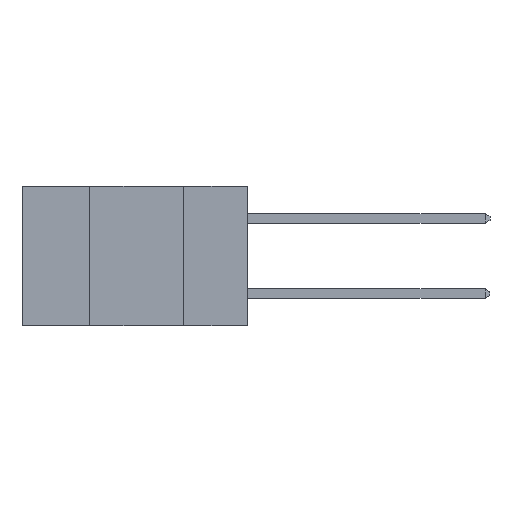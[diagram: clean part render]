
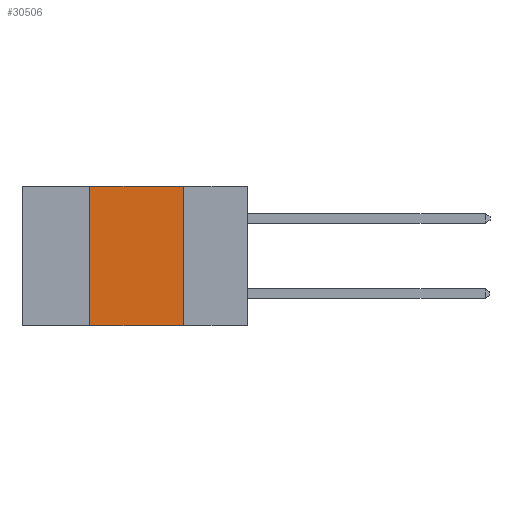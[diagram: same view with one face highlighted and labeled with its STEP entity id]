
A CAD part, left-side view. The second image highlights one B-rep face of the part: STEP entity #30506.
In plain terms, the highlighted planar face has unit normal (-1, 0, 0).
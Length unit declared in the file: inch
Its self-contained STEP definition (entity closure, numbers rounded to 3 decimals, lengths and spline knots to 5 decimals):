
#1 = DIRECTION ( 'NONE',  ( 1., 0., 0. ) ) ;
#1098 = LINE ( 'NONE', #21460, #25669 ) ;
#1546 = CARTESIAN_POINT ( 'NONE',  ( 0., 0.17, 0. ) ) ;
#2744 = EDGE_CURVE ( 'NONE', #24692, #20171, #19421, .T. ) ;
#3742 = ORIENTED_EDGE ( 'NONE', *, *, #11911, .F. ) ;
#3755 = LINE ( 'NONE', #16746, #22698 ) ;
#4221 = EDGE_LOOP ( 'NONE', ( #3742, #26877, #15017, #5531 ) ) ;
#4707 = CARTESIAN_POINT ( 'NONE',  ( 0., 0.6, 0. ) ) ;
#5531 = ORIENTED_EDGE ( 'NONE', *, *, #21189, .T. ) ;
#7529 = LINE ( 'NONE', #20036, #24957 ) ;
#8739 = VERTEX_POINT ( 'NONE', #27833 ) ;
#9508 = PLANE ( 'NONE',  #18334 ) ;
#9656 = DIRECTION ( 'NONE',  ( 0., 0., 1. ) ) ;
#11911 = EDGE_CURVE ( 'NONE', #20171, #20281, #7529, .T. ) ;
#12363 = VECTOR ( 'NONE', #13410, 39.37008 ) ;
#13410 = DIRECTION ( 'NONE',  ( 0., -1., 0. ) ) ;
#15017 = ORIENTED_EDGE ( 'NONE', *, *, #29824, .F. ) ;
#16001 = CARTESIAN_POINT ( 'NONE',  ( 0., 0.6, 0. ) ) ;
#16622 = DIRECTION ( 'NONE',  ( 0., 0., -1. ) ) ;
#16746 = CARTESIAN_POINT ( 'NONE',  ( 0., 0.6, -0.37 ) ) ;
#16851 = DIRECTION ( 'NONE',  ( 0., -1., 0. ) ) ;
#18334 = AXIS2_PLACEMENT_3D ( 'NONE', #4707, #1, #16622 ) ;
#19421 = LINE ( 'NONE', #16001, #12363 ) ;
#20036 = CARTESIAN_POINT ( 'NONE',  ( 0., 0.17, 0. ) ) ;
#20171 = VERTEX_POINT ( 'NONE', #1546 ) ;
#20281 = VERTEX_POINT ( 'NONE', #23269 ) ;
#21189 = EDGE_CURVE ( 'NONE', #8739, #20281, #3755, .T. ) ;
#21460 = CARTESIAN_POINT ( 'NONE',  ( 0., 0.42, 0. ) ) ;
#21928 = FACE_OUTER_BOUND ( 'NONE', #4221, .T. ) ;
#22698 = VECTOR ( 'NONE', #16851, 39.37008 ) ;
#23269 = CARTESIAN_POINT ( 'NONE',  ( 0., 0.17, -0.37 ) ) ;
#24692 = VERTEX_POINT ( 'NONE', #27402 ) ;
#24957 = VECTOR ( 'NONE', #27240, 39.37008 ) ;
#25669 = VECTOR ( 'NONE', #9656, 39.37008 ) ;
#26877 = ORIENTED_EDGE ( 'NONE', *, *, #2744, .F. ) ;
#27240 = DIRECTION ( 'NONE',  ( 0., 0., -1. ) ) ;
#27402 = CARTESIAN_POINT ( 'NONE',  ( 0., 0.42, 0. ) ) ;
#27833 = CARTESIAN_POINT ( 'NONE',  ( 0., 0.42, -0.37 ) ) ;
#29824 = EDGE_CURVE ( 'NONE', #8739, #24692, #1098, .T. ) ;
#30506 = ADVANCED_FACE ( 'NONE', ( #21928 ), #9508, .F. ) ;
